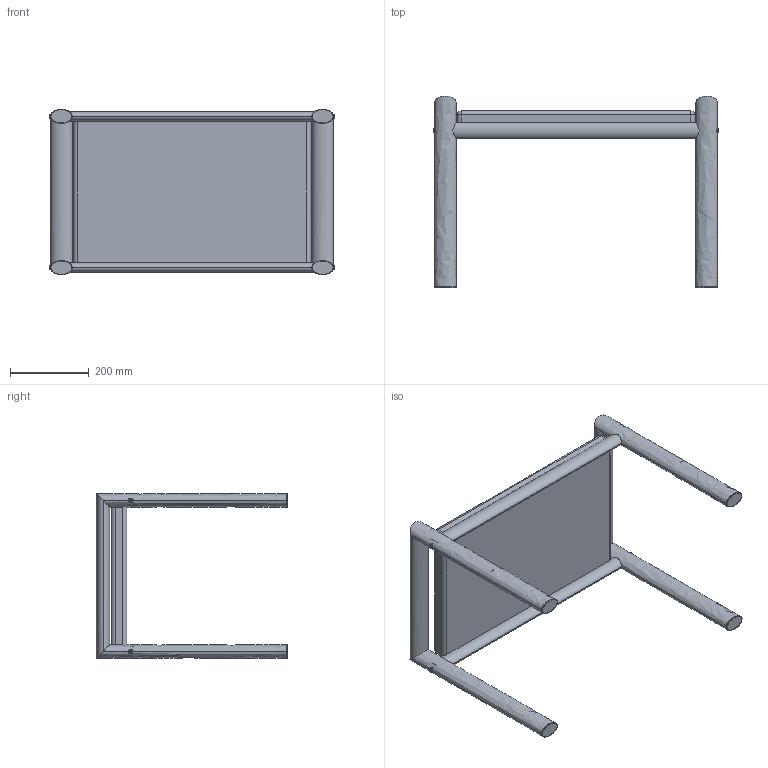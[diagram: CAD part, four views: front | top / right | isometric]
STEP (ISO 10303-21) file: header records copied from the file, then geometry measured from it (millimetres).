
FILE_DESCRIPTION (( 'STEP AP203' ), '1' );
FILE_NAME ('21986-21987 - LUNIS.STEP', '2013-04-21T09:39:59', ( '' ), ( '' ), 'SwSTEP 2.0', 'SolidWorks 2012', '' );
FILE_SCHEMA (( 'CONFIG_CONTROL_DESIGN' ));
Length unit declared in the file: millimetre
Products named in the file (1): 21986-21987 - LUNIS
Bounding box: 723 x 487.99 x 420 mm (x, y, z)
Volume: 14152763.3 mm3; surface area: 1082816.6 mm2
Topology: 13 solids, 13 shells, 218 faces, 484 edges, 288 vertices
Faces by surface type: plane 90, bspline 50, cylinder 42, cone 24, torus 8, sphere 4
Entity records: 11455 total; most frequent: CARTESIAN_POINT 7037, ORIENTED_EDGE 944, DIRECTION 814, EDGE_CURVE 472, AXIS2_PLACEMENT_3D 309, VERTEX_POINT 288, EDGE_LOOP 234, FACE_OUTER_BOUND 218
